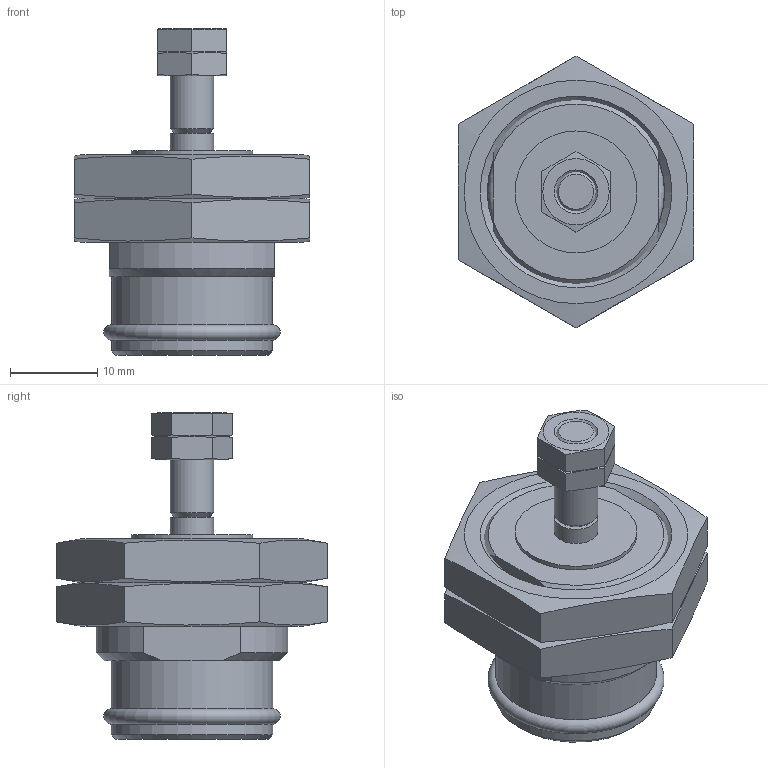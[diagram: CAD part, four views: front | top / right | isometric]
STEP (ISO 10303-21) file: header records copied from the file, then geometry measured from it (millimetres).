
FILE_DESCRIPTION(/* description */ ('STEP AP214'),/* implementation_level */ '2;1');
FILE_NAME(/* name */ '15039_EGZ-16-5',/* time_stamp */ '2024-08-27T14:49:22+02:00',/* author */ ('License CC BY-ND 4.0'),/* organization */ ('CADENAS'),/* preprocessor_version */ 'ST-DEVELOPER v19.3',/* originating_system */ 'PARTsolutions',/* authorisation */ ' ');
FILE_SCHEMA (('AUTOMOTIVE_DESIGN {1 0 10303 214 3 1 1}'));
Length unit declared in the file: millimetre
Products named in the file (5): 15039 EGZ-16-5---(0-1-2-0-2.7-2-0-5); 15039 EGZ-16-5---z(0-1-02.705); DIN439-B M 5; DIN-ISO261 M 22x1,5; 15039 EGZ-16-5k
Assembly tree (6 placements, depth 2):
  15039 EGZ-16-5---(0-1-2-0-2.7-2-0-5)
    15039 EGZ-16-5---z(0-1-02.705)
    DIN439-B M 5  x2
    DIN-ISO261 M 22x1,5  x2
    15039 EGZ-16-5k
Bounding box: 27 x 31.18 x 37.5 mm (x, y, z)
Volume: 9941.5 mm3; surface area: 6964.2 mm2
Topology: 6 solids, 6 shells, 85 faces, 184 edges, 118 vertices
Faces by surface type: plane 45, cone 24, cylinder 15, torus 1
Full cylindrical faces by diameter (mm): 4.134 x3, 5 x3, 14 x1, 16 x2, 18.5 x2, 20.376 x2
Entity records: 1599 total; most frequent: CARTESIAN_POINT 342, DIRECTION 236, ORIENTED_EDGE 188, AXIS2_PLACEMENT_3D 108, EDGE_CURVE 94, EDGE_LOOP 94, FACE_BOUND 94, VERTEX_POINT 74
